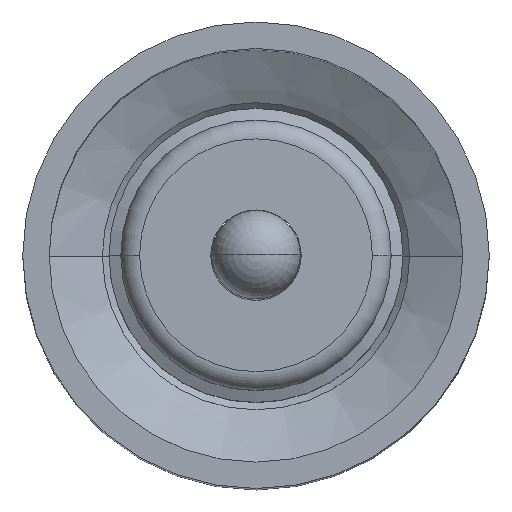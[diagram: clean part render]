
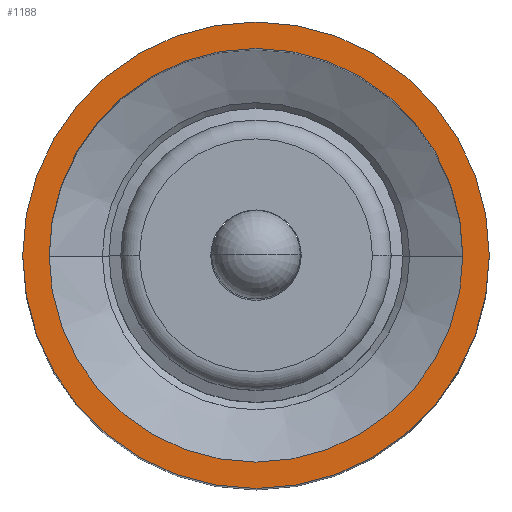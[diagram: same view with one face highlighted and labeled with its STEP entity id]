
A CAD part, top view. The second image highlights one B-rep face of the part: STEP entity #1188.
In plain terms, the highlighted planar face has unit normal (0, 0, 1).
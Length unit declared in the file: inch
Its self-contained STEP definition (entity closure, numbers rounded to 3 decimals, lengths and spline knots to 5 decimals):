
#853 = EDGE_CURVE ( 'NONE', #1211, #1212, #2674, .T. ) ;
#860 = VERTEX_POINT ( 'NONE', #2539 ) ;
#862 = EDGE_CURVE ( 'NONE', #860, #863, #2624, .T. ) ;
#863 = VERTEX_POINT ( 'NONE', #2564 ) ;
#992 = ORIENTED_EDGE ( 'NONE', *, *, #853, .T. ) ;
#1115 = EDGE_LOOP ( 'NONE', ( #1116, #1155 ) ) ;
#1116 = ORIENTED_EDGE ( 'NONE', *, *, #1154, .F. ) ;
#1154 = EDGE_CURVE ( 'NONE', #863, #860, #3094, .T. ) ;
#1155 = ORIENTED_EDGE ( 'NONE', *, *, #862, .F. ) ;
#1156 = EDGE_LOOP ( 'NONE', ( #1157, #992 ) ) ;
#1157 = ORIENTED_EDGE ( 'NONE', *, *, #1196, .T. ) ;
#1188 = ADVANCED_FACE ( 'NONE', ( #3046, #3063 ), #3062, .T. ) ;
#1196 = EDGE_CURVE ( 'NONE', #1212, #1211, #3093, .T. ) ;
#1211 = VERTEX_POINT ( 'NONE', #3122 ) ;
#1212 = VERTEX_POINT ( 'NONE', #3121 ) ;
#2539 = CARTESIAN_POINT ( 'NONE',  ( -0.2195, 0., 1.33 ) ) ;
#2542 = DIRECTION ( 'NONE',  ( 1., 0., 0. ) ) ;
#2543 = DIRECTION ( 'NONE',  ( 0., 0., 1. ) ) ;
#2547 = AXIS2_PLACEMENT_3D ( 'NONE', #2563, #2543, #2542 ) ;
#2563 = CARTESIAN_POINT ( 'NONE',  ( 0., 0., 1.33 ) ) ;
#2564 = CARTESIAN_POINT ( 'NONE',  ( 0.2195, 0., 1.33 ) ) ;
#2571 = CARTESIAN_POINT ( 'NONE',  ( 0., 0., 1.33 ) ) ;
#2572 = AXIS2_PLACEMENT_3D ( 'NONE', #2571, #2665, #2616 ) ;
#2616 = DIRECTION ( 'NONE',  ( 1., 0., 0. ) ) ;
#2624 = CIRCLE ( 'NONE', #2547, 0.2195 ) ;
#2665 = DIRECTION ( 'NONE',  ( 0., 0., 1. ) ) ;
#2674 = CIRCLE ( 'NONE', #2572, 0.2475 ) ;
#3015 = DIRECTION ( 'NONE',  ( 0., 0., 1. ) ) ;
#3016 = CARTESIAN_POINT ( 'NONE',  ( 0., 0., 1.33 ) ) ;
#3017 = AXIS2_PLACEMENT_3D ( 'NONE', #3016, #3015, #3038 ) ;
#3038 = DIRECTION ( 'NONE',  ( 1., 0., 0. ) ) ;
#3046 = FACE_BOUND ( 'NONE', #1115, .T. ) ;
#3056 = DIRECTION ( 'NONE',  ( 1., 0., 0. ) ) ;
#3062 = PLANE ( 'NONE',  #3074 ) ;
#3063 = FACE_OUTER_BOUND ( 'NONE', #1156, .T. ) ;
#3072 = DIRECTION ( 'NONE',  ( 0., 0., 1. ) ) ;
#3073 = CARTESIAN_POINT ( 'NONE',  ( 0., 0., 1.33 ) ) ;
#3074 = AXIS2_PLACEMENT_3D ( 'NONE', #3073, #3072, #3056 ) ;
#3089 = DIRECTION ( 'NONE',  ( 1., 0., 0. ) ) ;
#3090 = DIRECTION ( 'NONE',  ( 0., 0., 1. ) ) ;
#3091 = CARTESIAN_POINT ( 'NONE',  ( 0., 0., 1.33 ) ) ;
#3092 = AXIS2_PLACEMENT_3D ( 'NONE', #3091, #3090, #3089 ) ;
#3093 = CIRCLE ( 'NONE', #3092, 0.2475 ) ;
#3094 = CIRCLE ( 'NONE', #3017, 0.2195 ) ;
#3121 = CARTESIAN_POINT ( 'NONE',  ( -0.2475, 0., 1.33 ) ) ;
#3122 = CARTESIAN_POINT ( 'NONE',  ( 0.2475, 0., 1.33 ) ) ;
